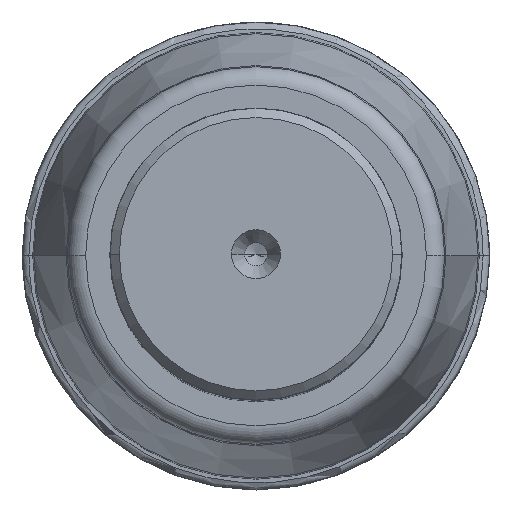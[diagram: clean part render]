
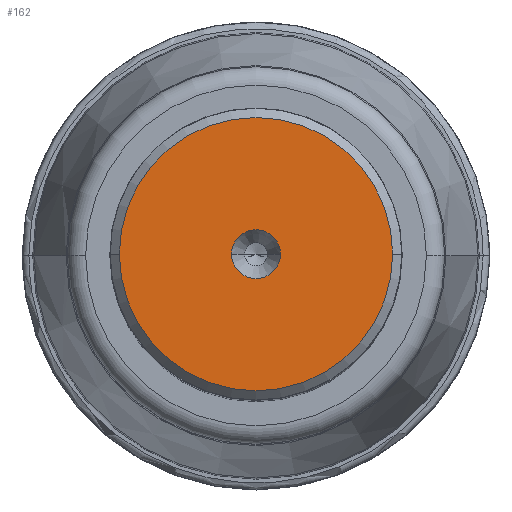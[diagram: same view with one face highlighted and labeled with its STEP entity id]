
A CAD part, top view. The second image highlights one B-rep face of the part: STEP entity #162.
In plain terms, the highlighted planar face has unit normal (0, 0, 1).
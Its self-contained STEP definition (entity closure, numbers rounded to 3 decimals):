
#61=PLANE('',#1535);
#69=FACE_BOUND('',#352,.T.);
#70=FACE_BOUND('',#353,.T.);
#162=ADVANCED_FACE('',(#69,#70),#61,.F.);
#352=EDGE_LOOP('',(#576,#577));
#353=EDGE_LOOP('',(#578,#579,#580,#581));
#576=ORIENTED_EDGE('',*,*,#954,.T.);
#577=ORIENTED_EDGE('',*,*,#957,.T.);
#578=ORIENTED_EDGE('',*,*,#958,.T.);
#579=ORIENTED_EDGE('',*,*,#959,.T.);
#580=ORIENTED_EDGE('',*,*,#960,.T.);
#581=ORIENTED_EDGE('',*,*,#961,.T.);
#816=VERTEX_POINT('',#2362);
#817=VERTEX_POINT('',#2363);
#818=VERTEX_POINT('',#2370);
#819=VERTEX_POINT('',#2371);
#820=VERTEX_POINT('',#2373);
#821=VERTEX_POINT('',#2375);
#954=EDGE_CURVE('',#816,#817,#1105,.T.);
#957=EDGE_CURVE('',#817,#816,#1106,.T.);
#958=EDGE_CURVE('',#818,#819,#1107,.T.);
#959=EDGE_CURVE('',#819,#820,#1108,.T.);
#960=EDGE_CURVE('',#820,#821,#1109,.T.);
#961=EDGE_CURVE('',#821,#818,#1110,.T.);
#1105=CIRCLE('',#1527,2.65);
#1106=CIRCLE('',#1529,2.65);
#1107=CIRCLE('',#1531,14.84);
#1108=CIRCLE('',#1532,14.84);
#1109=CIRCLE('',#1533,14.84);
#1110=CIRCLE('',#1534,14.84);
#1527=AXIS2_PLACEMENT_3D('',#2361,#1878,#1879);
#1529=AXIS2_PLACEMENT_3D('',#2367,#1884,#1885);
#1531=AXIS2_PLACEMENT_3D('',#2369,#1888,#1889);
#1532=AXIS2_PLACEMENT_3D('',#2372,#1890,#1891);
#1533=AXIS2_PLACEMENT_3D('',#2374,#1892,#1893);
#1534=AXIS2_PLACEMENT_3D('',#2376,#1894,#1895);
#1535=AXIS2_PLACEMENT_3D('',#2377,#1896,#1897);
#1878=DIRECTION('',(0.,0.,-1.));
#1879=DIRECTION('',(-1.,0.,0.));
#1884=DIRECTION('',(0.,0.,-1.));
#1885=DIRECTION('',(1.,0.,0.));
#1888=DIRECTION('',(0.,0.,1.));
#1889=DIRECTION('',(-1.,0.,0.));
#1890=DIRECTION('',(0.,0.,1.));
#1891=DIRECTION('',(0.,-1.,0.));
#1892=DIRECTION('',(0.,0.,1.));
#1893=DIRECTION('',(1.,0.,0.));
#1894=DIRECTION('',(0.,0.,1.));
#1895=DIRECTION('',(0.,1.,0.));
#1896=DIRECTION('',(0.,0.,-1.));
#1897=DIRECTION('',(1.,0.,0.));
#2361=CARTESIAN_POINT('',(0.,0.,54.37));
#2362=CARTESIAN_POINT('',(-2.65,0.,54.37));
#2363=CARTESIAN_POINT('',(2.65,0.,54.37));
#2367=CARTESIAN_POINT('',(0.,0.,54.37));
#2369=CARTESIAN_POINT('',(0.,0.,54.37));
#2370=CARTESIAN_POINT('',(-14.84,0.,54.37));
#2371=CARTESIAN_POINT('',(0.,-14.84,54.37));
#2372=CARTESIAN_POINT('',(0.,0.,54.37));
#2373=CARTESIAN_POINT('',(14.84,0.,54.37));
#2374=CARTESIAN_POINT('',(0.,0.,54.37));
#2375=CARTESIAN_POINT('',(0.,14.84,54.37));
#2376=CARTESIAN_POINT('',(0.,0.,54.37));
#2377=CARTESIAN_POINT('',(0.,0.,54.37));
